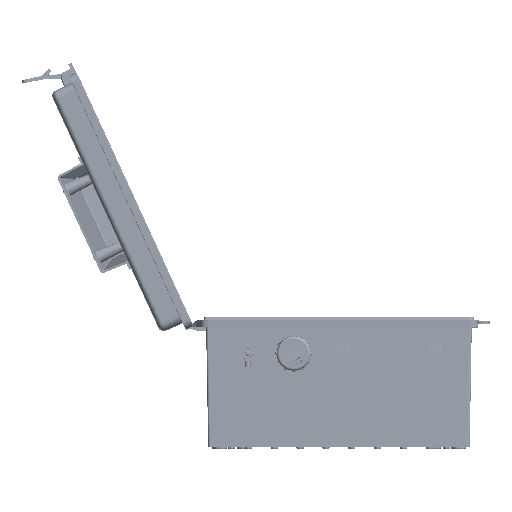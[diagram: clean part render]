
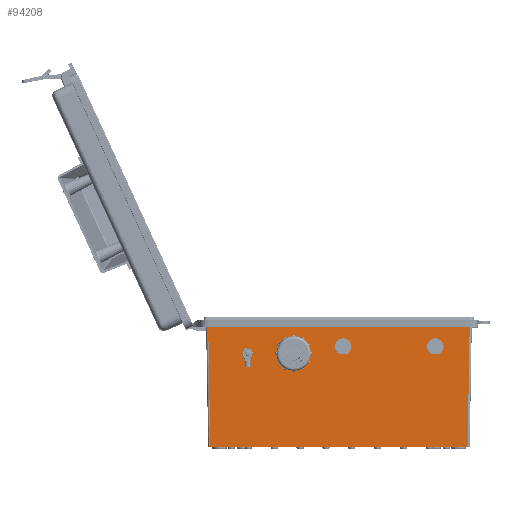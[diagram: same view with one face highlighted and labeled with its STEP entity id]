
A CAD part, top view. The second image highlights one B-rep face of the part: STEP entity #94208.
In plain terms, the highlighted planar face has unit normal (0, -0.018, 1).
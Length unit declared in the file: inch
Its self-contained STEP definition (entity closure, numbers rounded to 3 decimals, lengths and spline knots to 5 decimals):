
#177 = VERTEX_POINT ( 'NONE', #46346 ) ;
#3658 = VERTEX_POINT ( 'NONE', #149194 ) ;
#4291 = DIRECTION ( 'NONE',  ( 1., 0., 0. ) ) ;
#6139 = EDGE_CURVE ( 'NONE', #200613, #25060, #133668, .T. ) ;
#6545 = CARTESIAN_POINT ( 'NONE',  ( -1.7183, 3.55946, 7.01134 ) ) ;
#9334 = EDGE_CURVE ( 'NONE', #111016, #177, #194535, .T. ) ;
#9703 = CARTESIAN_POINT ( 'NONE',  ( -1.7183, 3.11453, 7.00357 ) ) ;
#9896 = VECTOR ( 'NONE', #64699, 39.37008 ) ;
#10652 = DIRECTION ( 'NONE',  ( 0., -0.017, 1. ) ) ;
#10986 = CARTESIAN_POINT ( 'NONE',  ( 4.96827, 0., 6.94921 ) ) ;
#11020 = FACE_BOUND ( 'NONE', #68056, .T. ) ;
#13333 = EDGE_CURVE ( 'NONE', #97883, #68841, #69570, .T. ) ;
#13456 = DIRECTION ( 'NONE',  ( 0., 0., 1. ) ) ;
#18403 = AXIS2_PLACEMENT_3D ( 'NONE', #55589, #69470, #165830 ) ;
#20209 = CARTESIAN_POINT ( 'NONE',  ( -4.88829, 0., 6.94921 ) ) ;
#21269 = EDGE_LOOP ( 'NONE', ( #129817, #76632 ) ) ;
#22157 = AXIS2_PLACEMENT_3D ( 'NONE', #139415, #43046, #13456 ) ;
#22364 = CARTESIAN_POINT ( 'NONE',  ( 4.96749, 4.5375, 7.02841 ) ) ;
#24274 = LINE ( 'NONE', #66181, #63754 ) ;
#25060 = VERTEX_POINT ( 'NONE', #22364 ) ;
#25101 = ORIENTED_EDGE ( 'NONE', *, *, #9334, .F. ) ;
#25548 = AXIS2_PLACEMENT_3D ( 'NONE', #127052, #173239, #110540 ) ;
#29453 = ORIENTED_EDGE ( 'NONE', *, *, #97821, .T. ) ;
#30862 = FACE_BOUND ( 'NONE', #21269, .T. ) ;
#31303 = DIRECTION ( 'NONE',  ( 0., -0.017, 1. ) ) ;
#31595 = AXIS2_PLACEMENT_3D ( 'NONE', #6545, #116687, #86269 ) ;
#35271 = DIRECTION ( 'NONE',  ( 0., -0.017, 1. ) ) ;
#35560 = DIRECTION ( 'NONE',  ( 0., 0., 1. ) ) ;
#38948 = VERTEX_POINT ( 'NONE', #85570 ) ;
#40481 = EDGE_CURVE ( 'NONE', #177, #111016, #198813, .T. ) ;
#43046 = DIRECTION ( 'NONE',  ( 0., 1., 0. ) ) ;
#46155 = VECTOR ( 'NONE', #54376, 39.37008 ) ;
#46346 = CARTESIAN_POINT ( 'NONE',  ( -1.7183, 4.00439, 7.0191 ) ) ;
#50183 = CARTESIAN_POINT ( 'NONE',  ( 3.49688, 3.54396, 7.01107 ) ) ;
#50409 = FACE_BOUND ( 'NONE', #152126, .T. ) ;
#54376 = DIRECTION ( 'NONE',  ( 0.017, -1., -0.017 ) ) ;
#55589 = CARTESIAN_POINT ( 'NONE',  ( 3.6617, 3.80942, 7.0157 ) ) ;
#57962 = ORIENTED_EDGE ( 'NONE', *, *, #142119, .T. ) ;
#63754 = VECTOR ( 'NONE', #4291, 39.37008 ) ;
#64699 = DIRECTION ( 'NONE',  ( 1., 0., 0. ) ) ;
#66181 = CARTESIAN_POINT ( 'NONE',  ( 4.96748, 4.5375, 7.02841 ) ) ;
#68056 = EDGE_LOOP ( 'NONE', ( #170853, #92593 ) ) ;
#68841 = VERTEX_POINT ( 'NONE', #121329 ) ;
#69470 = DIRECTION ( 'NONE',  ( 0., -0.017, 1. ) ) ;
#69570 = CIRCLE ( 'NONE', #25548, 0.102 ) ;
#70534 = AXIS2_PLACEMENT_3D ( 'NONE', #185418, #107569, #170955 ) ;
#72823 = CARTESIAN_POINT ( 'NONE',  ( 4.96748, 4.5375, 7.02841 ) ) ;
#75597 = DIRECTION ( 'NONE',  ( 1., 0., 0. ) ) ;
#76632 = ORIENTED_EDGE ( 'NONE', *, *, #13333, .F. ) ;
#76931 = VECTOR ( 'NONE', #201226, 39.37008 ) ;
#77576 = EDGE_CURVE ( 'NONE', #160952, #135224, #138225, .T. ) ;
#81883 = CIRCLE ( 'NONE', #188855, 0.102 ) ;
#83095 = CARTESIAN_POINT ( 'NONE',  ( 0.32652, 3.54396, 7.01107 ) ) ;
#83143 = EDGE_LOOP ( 'NONE', ( #176527, #184948 ) ) ;
#83577 = ORIENTED_EDGE ( 'NONE', *, *, #6139, .T. ) ;
#84530 = DIRECTION ( 'NONE',  ( 1., 0., 0. ) ) ;
#84780 = VERTEX_POINT ( 'NONE', #72823 ) ;
#85570 = CARTESIAN_POINT ( 'NONE',  ( 3.49688, 3.54396, 7.01107 ) ) ;
#86269 = DIRECTION ( 'NONE',  ( 0., -1., -0.017 ) ) ;
#87811 = EDGE_LOOP ( 'NONE', ( #57962, #83577, #193253, #152813, #179965, #29453 ) ) ;
#90525 = EDGE_CURVE ( 'NONE', #135224, #84780, #24274, .T. ) ;
#92593 = ORIENTED_EDGE ( 'NONE', *, *, #168167, .F. ) ;
#94208 = ADVANCED_FACE ( 'NONE', ( #11020, #173589, #50409, #30862, #166245 ), #172501, .T. ) ;
#95900 = DIRECTION ( 'NONE',  ( 0., -1., -0.017 ) ) ;
#97821 = EDGE_CURVE ( 'NONE', #160952, #201518, #179206, .T. ) ;
#97842 = CARTESIAN_POINT ( 'NONE',  ( -4.88528, -0.17194, 6.94621 ) ) ;
#97883 = VERTEX_POINT ( 'NONE', #178413 ) ;
#106623 = EDGE_CURVE ( 'NONE', #84780, #25060, #119480, .T. ) ;
#107569 = DIRECTION ( 'NONE',  ( 0., -0.017, 1. ) ) ;
#108298 = LINE ( 'NONE', #163712, #187147 ) ;
#109424 = VERTEX_POINT ( 'NONE', #152420 ) ;
#110540 = DIRECTION ( 'NONE',  ( 0., -1., -0.017 ) ) ;
#111016 = VERTEX_POINT ( 'NONE', #9703 ) ;
#111383 = VERTEX_POINT ( 'NONE', #83095 ) ;
#113564 = AXIS2_PLACEMENT_3D ( 'NONE', #116124, #131272, #35560 ) ;
#116124 = CARTESIAN_POINT ( 'NONE',  ( -4.96748, 4.5375, 6.94841 ) ) ;
#116687 = DIRECTION ( 'NONE',  ( 0., -0.017, 1. ) ) ;
#119480 = CIRCLE ( 'NONE', #22157, 0.08 ) ;
#121329 = CARTESIAN_POINT ( 'NONE',  ( -3.4683, 3.45747, 7.00956 ) ) ;
#125578 = LINE ( 'NONE', #50183, #9896 ) ;
#126354 = DIRECTION ( 'NONE',  ( 0., -1., -0.017 ) ) ;
#127052 = CARTESIAN_POINT ( 'NONE',  ( -3.4683, 3.55946, 7.01134 ) ) ;
#127381 = CIRCLE ( 'NONE', #18403, 0.3125 ) ;
#127674 = EDGE_CURVE ( 'NONE', #68841, #97883, #81883, .T. ) ;
#129594 = EDGE_CURVE ( 'NONE', #109424, #111383, #108298, .T. ) ;
#129817 = ORIENTED_EDGE ( 'NONE', *, *, #127674, .F. ) ;
#131272 = DIRECTION ( 'NONE',  ( 0., 1., 0. ) ) ;
#133668 = LINE ( 'NONE', #201892, #76931 ) ;
#134672 = CARTESIAN_POINT ( 'NONE',  ( -4.96748, 4.5375, 7.02841 ) ) ;
#135224 = VERTEX_POINT ( 'NONE', #134672 ) ;
#136587 = ORIENTED_EDGE ( 'NONE', *, *, #40481, .F. ) ;
#136743 = AXIS2_PLACEMENT_3D ( 'NONE', #188340, #31303, #126354 ) ;
#137946 = DIRECTION ( 'NONE',  ( 0., -1., -0.017 ) ) ;
#138225 = CIRCLE ( 'NONE', #113564, 0.08 ) ;
#139415 = CARTESIAN_POINT ( 'NONE',  ( 4.96748, 4.5375, 6.94841 ) ) ;
#141144 = LINE ( 'NONE', #10986, #200350 ) ;
#142119 = EDGE_CURVE ( 'NONE', #201518, #200613, #141144, .T. ) ;
#149194 = CARTESIAN_POINT ( 'NONE',  ( 3.82652, 3.54396, 7.01107 ) ) ;
#150320 = CARTESIAN_POINT ( 'NONE',  ( 4.88829, 0., 6.94921 ) ) ;
#152126 = EDGE_LOOP ( 'NONE', ( #25101, #136587 ) ) ;
#152420 = CARTESIAN_POINT ( 'NONE',  ( -0.00312, 3.54396, 7.01107 ) ) ;
#152813 = ORIENTED_EDGE ( 'NONE', *, *, #90525, .F. ) ;
#153072 = CARTESIAN_POINT ( 'NONE',  ( -1.7183, 3.55946, 7.01134 ) ) ;
#157816 = EDGE_CURVE ( 'NONE', #3658, #38948, #127381, .T. ) ;
#160952 = VERTEX_POINT ( 'NONE', #186770 ) ;
#163712 = CARTESIAN_POINT ( 'NONE',  ( -0.00312, 3.54396, 7.01107 ) ) ;
#165830 = DIRECTION ( 'NONE',  ( 0., -1., -0.017 ) ) ;
#166245 = FACE_OUTER_BOUND ( 'NONE', #87811, .T. ) ;
#168167 = EDGE_CURVE ( 'NONE', #38948, #3658, #125578, .T. ) ;
#170761 = CIRCLE ( 'NONE', #70534, 0.3125 ) ;
#170853 = ORIENTED_EDGE ( 'NONE', *, *, #157816, .F. ) ;
#170955 = DIRECTION ( 'NONE',  ( 0., -1., -0.017 ) ) ;
#172501 = PLANE ( 'NONE',  #136743 ) ;
#173239 = DIRECTION ( 'NONE',  ( 0., -0.017, 1. ) ) ;
#173589 = FACE_BOUND ( 'NONE', #83143, .T. ) ;
#176527 = ORIENTED_EDGE ( 'NONE', *, *, #181911, .F. ) ;
#178413 = CARTESIAN_POINT ( 'NONE',  ( -3.4683, 3.66144, 7.01312 ) ) ;
#179206 = LINE ( 'NONE', #97842, #46155 ) ;
#179965 = ORIENTED_EDGE ( 'NONE', *, *, #77576, .F. ) ;
#181911 = EDGE_CURVE ( 'NONE', #111383, #109424, #170761, .T. ) ;
#184948 = ORIENTED_EDGE ( 'NONE', *, *, #129594, .F. ) ;
#185418 = CARTESIAN_POINT ( 'NONE',  ( 0.1617, 3.80942, 7.0157 ) ) ;
#186770 = CARTESIAN_POINT ( 'NONE',  ( -4.96749, 4.5375, 7.02841 ) ) ;
#187147 = VECTOR ( 'NONE', #84530, 39.37008 ) ;
#188340 = CARTESIAN_POINT ( 'NONE',  ( 4.96827, 0., 6.94921 ) ) ;
#188855 = AXIS2_PLACEMENT_3D ( 'NONE', #190272, #35271, #95900 ) ;
#190272 = CARTESIAN_POINT ( 'NONE',  ( -3.4683, 3.55946, 7.01134 ) ) ;
#193253 = ORIENTED_EDGE ( 'NONE', *, *, #106623, .F. ) ;
#194535 = CIRCLE ( 'NONE', #198709, 0.445 ) ;
#198709 = AXIS2_PLACEMENT_3D ( 'NONE', #153072, #10652, #137946 ) ;
#198813 = CIRCLE ( 'NONE', #31595, 0.445 ) ;
#200350 = VECTOR ( 'NONE', #75597, 39.37008 ) ;
#200613 = VERTEX_POINT ( 'NONE', #150320 ) ;
#201226 = DIRECTION ( 'NONE',  ( 0.017, 1., 0.017 ) ) ;
#201518 = VERTEX_POINT ( 'NONE', #20209 ) ;
#201892 = CARTESIAN_POINT ( 'NONE',  ( 4.88831, 0.0014, 6.94923 ) ) ;
